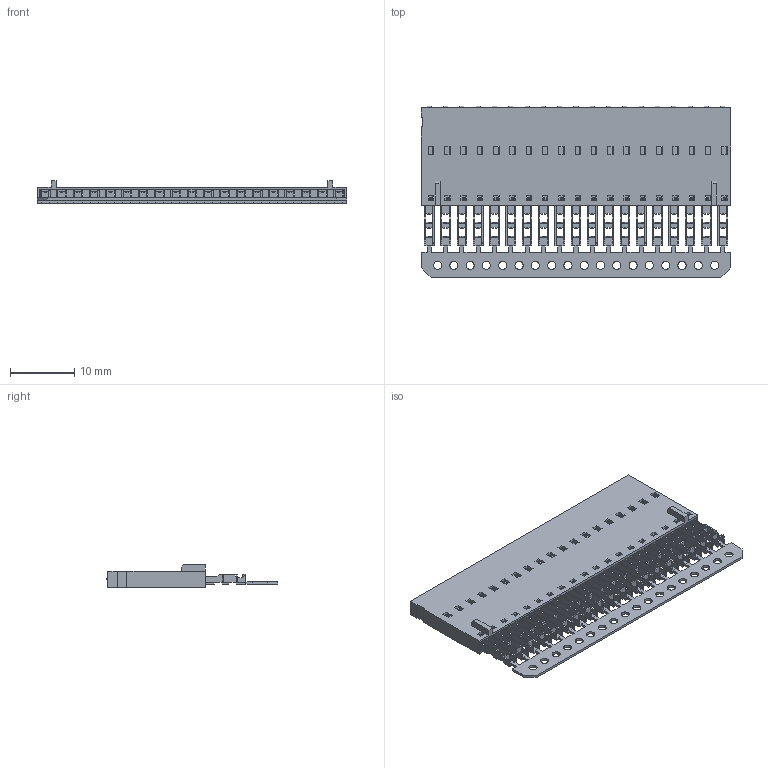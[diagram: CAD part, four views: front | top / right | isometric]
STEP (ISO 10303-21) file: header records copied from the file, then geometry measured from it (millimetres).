
FILE_DESCRIPTION((''),'2;1');
FILE_NAME('014441219','2016-10-21T',('gsharma'),(''),'PRO/ENGINEER BY PARAMETRIC TECHNOLOGY CORPORATION, 2012310','PRO/ENGINEER BY PARAMETRIC TECHNOLOGY CORPORATION, 2012310','');
FILE_SCHEMA(('CONFIG_CONTROL_DESIGN'));
Products named in the file (1): 014441219
Bounding box: 48.23 x 26.71 x 3.53 mm (x, y, z)
Volume: 1209.8 mm3; surface area: 6486.4 mm2
Topology: 1 solids, 1 shells, 2538 faces, 7335 edges, 4819 vertices
Faces by surface type: plane 2464, cylinder 74
Entity records: 81838 total; most frequent: CARTESIAN_POINT 14658, ORIENTED_EDGE 14634, DIRECTION 12563, EDGE_CURVE 7317, VECTOR 7187, LINE 7187, VERTEX_POINT 4783, EDGE_LOOP 2764
